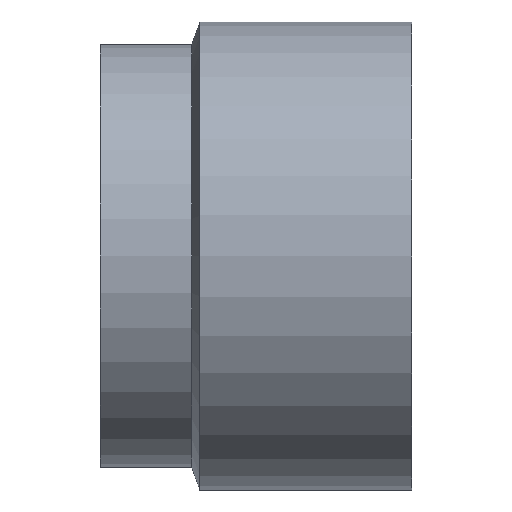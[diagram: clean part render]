
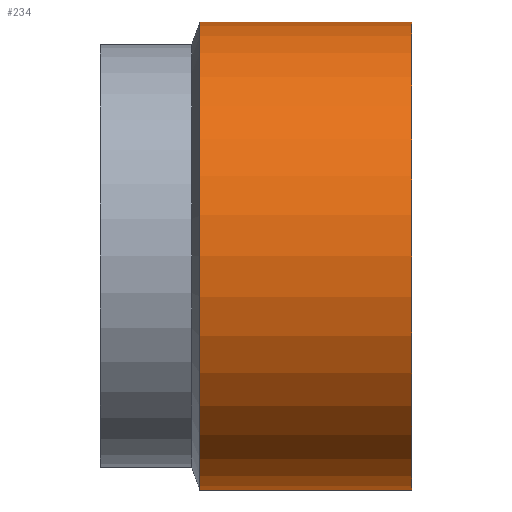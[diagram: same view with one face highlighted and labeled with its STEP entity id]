
A CAD part, left-side view. The second image highlights one B-rep face of the part: STEP entity #234.
In plain terms, the highlighted cylindrical face has radius 45.025 mm (diameter 90.05 mm), a partial arc.
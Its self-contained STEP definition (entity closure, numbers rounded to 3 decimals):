
#5 = VERTEX_POINT ( 'NONE', #62 ) ;
#23 = DIRECTION ( 'NONE',  ( 0., -1., 0. ) ) ;
#31 = DIRECTION ( 'NONE',  ( 0., 0., -1. ) ) ;
#34 = CARTESIAN_POINT ( 'NONE',  ( 0., 0.8, 0. ) ) ;
#35 = DIRECTION ( 'NONE',  ( 0., 1., 0. ) ) ;
#39 = ORIENTED_EDGE ( 'NONE', *, *, #288, .F. ) ;
#43 = AXIS2_PLACEMENT_3D ( 'NONE', #34, #35, #100 ) ;
#45 = CYLINDRICAL_SURFACE ( 'NONE', #48, 45.025 ) ;
#48 = AXIS2_PLACEMENT_3D ( 'NONE', #390, #389, #174 ) ;
#52 = CARTESIAN_POINT ( 'NONE',  ( 0., 0.8, 45.025 ) ) ;
#56 = EDGE_CURVE ( 'NONE', #86, #322, #378, .T. ) ;
#62 = CARTESIAN_POINT ( 'NONE',  ( 0., -40., -45.025 ) ) ;
#85 = VECTOR ( 'NONE', #178, 1000. ) ;
#86 = VERTEX_POINT ( 'NONE', #166 ) ;
#87 = CARTESIAN_POINT ( 'NONE',  ( 0., 0.8, 45.025 ) ) ;
#93 = AXIS2_PLACEMENT_3D ( 'NONE', #155, #23, #31 ) ;
#100 = DIRECTION ( 'NONE',  ( 0., 0., 1. ) ) ;
#115 = FACE_OUTER_BOUND ( 'NONE', #303, .T. ) ;
#119 = ORIENTED_EDGE ( 'NONE', *, *, #56, .F. ) ;
#135 = CIRCLE ( 'NONE', #93, 45.025 ) ;
#155 = CARTESIAN_POINT ( 'NONE',  ( 0., -40., 0. ) ) ;
#166 = CARTESIAN_POINT ( 'NONE',  ( 0., 0.8, -45.025 ) ) ;
#174 = DIRECTION ( 'NONE',  ( 0., 0., -1. ) ) ;
#178 = DIRECTION ( 'NONE',  ( 0., -1., 0. ) ) ;
#179 = LINE ( 'NONE', #368, #227 ) ;
#206 = CARTESIAN_POINT ( 'NONE',  ( 0., -40., 45.025 ) ) ;
#227 = VECTOR ( 'NONE', #295, 1000. ) ;
#234 = ADVANCED_FACE ( 'NONE', ( #115 ), #45, .T. ) ;
#236 = LINE ( 'NONE', #87, #85 ) ;
#245 = EDGE_CURVE ( 'NONE', #86, #5, #179, .T. ) ;
#277 = VERTEX_POINT ( 'NONE', #206 ) ;
#288 = EDGE_CURVE ( 'NONE', #322, #277, #236, .T. ) ;
#295 = DIRECTION ( 'NONE',  ( 0., -1., 0. ) ) ;
#303 = EDGE_LOOP ( 'NONE', ( #39, #119, #376, #375 ) ) ;
#322 = VERTEX_POINT ( 'NONE', #52 ) ;
#365 = EDGE_CURVE ( 'NONE', #277, #5, #135, .T. ) ;
#368 = CARTESIAN_POINT ( 'NONE',  ( 0., 0.8, -45.025 ) ) ;
#375 = ORIENTED_EDGE ( 'NONE', *, *, #365, .F. ) ;
#376 = ORIENTED_EDGE ( 'NONE', *, *, #245, .T. ) ;
#378 = CIRCLE ( 'NONE', #43, 45.025 ) ;
#389 = DIRECTION ( 'NONE',  ( 0., -1., 0. ) ) ;
#390 = CARTESIAN_POINT ( 'NONE',  ( 0., 0.8, 0. ) ) ;
